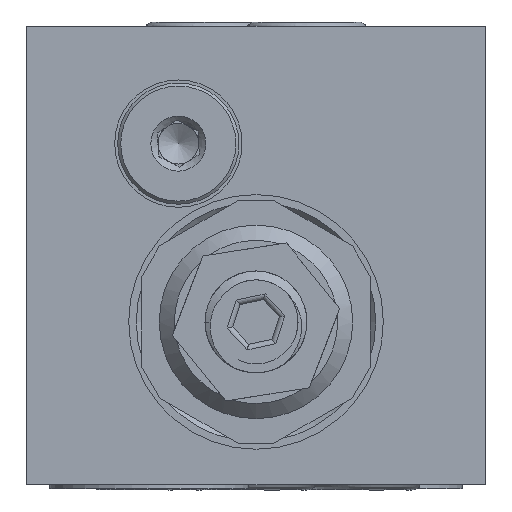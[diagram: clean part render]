
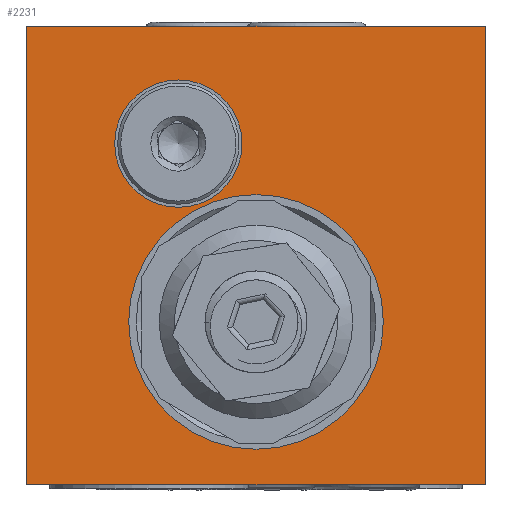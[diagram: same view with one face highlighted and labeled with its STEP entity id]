
A CAD part, left-side view. The second image highlights one B-rep face of the part: STEP entity #2231.
In plain terms, the highlighted planar face has unit normal (-1, 0, 0).
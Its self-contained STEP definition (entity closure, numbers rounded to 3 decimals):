
#495=LINE('',#27655,#851);
#503=LINE('',#27675,#859);
#504=LINE('',#27681,#860);
#505=LINE('',#27682,#861);
#851=VECTOR('',#9658,1.);
#859=VECTOR('',#9674,1.);
#860=VECTOR('',#9681,1.);
#861=VECTOR('',#9682,1.);
#1664=PLANE('',#7912);
#2231=ADVANCED_FACE('',(#3012,#3013,#3014),#1664,.T.);
#2571=CIRCLE('',#7910,6.25);
#2572=CIRCLE('',#7911,12.5);
#3012=FACE_BOUND('',#3765,.T.);
#3013=FACE_BOUND('',#3766,.T.);
#3014=FACE_BOUND('',#3767,.T.);
#3765=EDGE_LOOP('',(#5339));
#3766=EDGE_LOOP('',(#5340));
#3767=EDGE_LOOP('',(#5341,#5342,#5343,#5344));
#5339=ORIENTED_EDGE('',*,*,#6998,.T.);
#5340=ORIENTED_EDGE('',*,*,#6999,.F.);
#5341=ORIENTED_EDGE('',*,*,#7000,.F.);
#5342=ORIENTED_EDGE('',*,*,#6997,.F.);
#5343=ORIENTED_EDGE('',*,*,#7001,.T.);
#5344=ORIENTED_EDGE('',*,*,#6987,.T.);
#6171=VERTEX_POINT('',#27653);
#6173=VERTEX_POINT('',#27656);
#6179=VERTEX_POINT('',#27672);
#6180=VERTEX_POINT('',#27674);
#6181=VERTEX_POINT('',#27678);
#6182=VERTEX_POINT('',#27680);
#6987=EDGE_CURVE('',#6173,#6171,#495,.T.);
#6997=EDGE_CURVE('',#6180,#6179,#503,.T.);
#6998=EDGE_CURVE('',#6181,#6181,#2571,.T.);
#6999=EDGE_CURVE('',#6182,#6182,#2572,.T.);
#7000=EDGE_CURVE('',#6179,#6171,#504,.T.);
#7001=EDGE_CURVE('',#6180,#6173,#505,.T.);
#7910=AXIS2_PLACEMENT_3D('',#27677,#9677,#9678);
#7911=AXIS2_PLACEMENT_3D('',#27679,#9679,#9680);
#7912=AXIS2_PLACEMENT_3D('',#27683,#9683,#9684);
#9658=DIRECTION('',(0.,0.,1.));
#9674=DIRECTION('',(0.,0.,1.));
#9677=DIRECTION('',(1.,0.,0.));
#9678=DIRECTION('',(0.,0.,1.));
#9679=DIRECTION('',(-1.,0.,0.));
#9680=DIRECTION('',(0.,0.,1.));
#9681=DIRECTION('',(0.,-1.,0.));
#9682=DIRECTION('',(0.,-1.,0.));
#9683=DIRECTION('',(-1.,0.,0.));
#9684=DIRECTION('',(0.,0.,1.));
#27653=CARTESIAN_POINT('',(0.,-45.,0.));
#27655=CARTESIAN_POINT('',(0.,-45.,-45.));
#27656=CARTESIAN_POINT('',(0.,-45.,-45.));
#27672=CARTESIAN_POINT('',(0.,0.,0.));
#27674=CARTESIAN_POINT('',(0.,0.,-45.));
#27675=CARTESIAN_POINT('',(0.,0.,-45.));
#27677=CARTESIAN_POINT('',(0.,-14.875,-11.5));
#27678=CARTESIAN_POINT('',(0.,-14.875,-5.25));
#27679=CARTESIAN_POINT('',(0.,-22.5,-29.));
#27680=CARTESIAN_POINT('',(0.,-22.5,-16.5));
#27681=CARTESIAN_POINT('',(0.,0.,0.));
#27682=CARTESIAN_POINT('',(0.,0.,-45.));
#27683=CARTESIAN_POINT('',(0.,0.,-45.));
